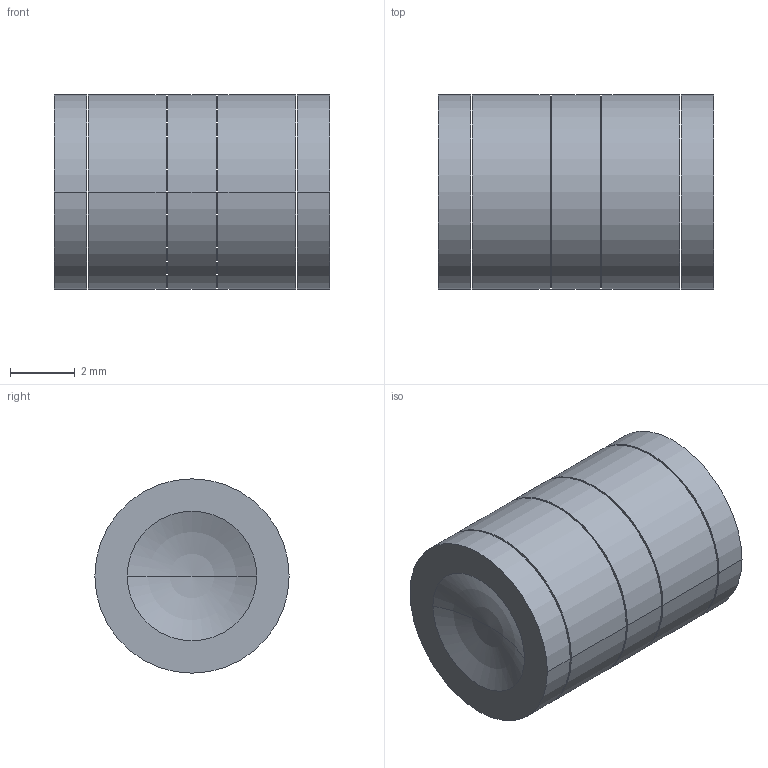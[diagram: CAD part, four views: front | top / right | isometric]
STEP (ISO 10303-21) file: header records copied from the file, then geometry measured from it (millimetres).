
FILE_DESCRIPTION((''),'2;1');
FILE_NAME('2056-XX-A','2012-08-07T',('ryans'),('Bourns, Inc.'),'PRO/ENGINEER BY PARAMETRIC TECHNOLOGY CORPORATION, 2010100','PRO/ENGINEER BY PARAMETRIC TECHNOLOGY CORPORATION, 2010100','');
FILE_SCHEMA(('CONFIG_CONTROL_DESIGN'));
Length unit declared in the file: millimetre
Products named in the file (1): 2056-XX-A
Bounding box: 8.5 x 6 x 6 mm (x, y, z)
Volume: 229 mm3; surface area: 440.4 mm2
Topology: 5 solids, 5 shells, 24 faces, 42 edges, 26 vertices
Faces by surface type: plane 10, cylinder 10, sphere 4
Entity records: 596 total; most frequent: DIRECTION 114, CARTESIAN_POINT 88, ORIENTED_EDGE 76, AXIS2_PLACEMENT_3D 52, EDGE_CURVE 38, CIRCLE 28, VERTEX_POINT 26, EDGE_LOOP 26
